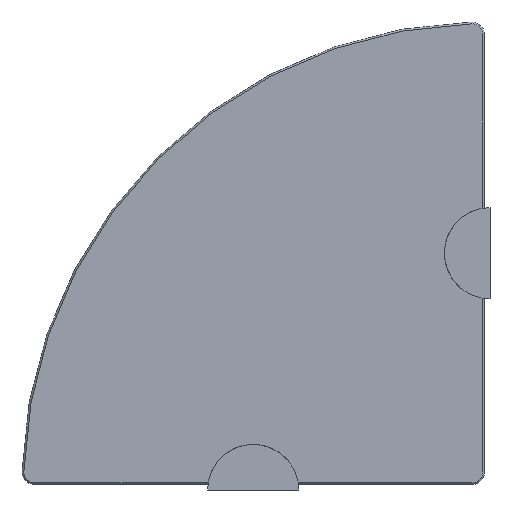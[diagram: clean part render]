
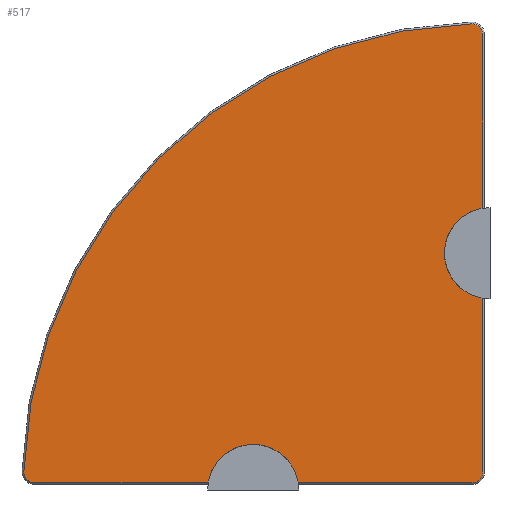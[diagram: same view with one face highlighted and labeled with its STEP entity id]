
A CAD part, front view. The second image highlights one B-rep face of the part: STEP entity #517.
In plain terms, the highlighted planar face has unit normal (0, -1, 0).
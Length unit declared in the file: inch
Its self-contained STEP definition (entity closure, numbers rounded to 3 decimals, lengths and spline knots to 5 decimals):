
#2=CARTESIAN_POINT('',(0.118,0.,5.));
#3=DIRECTION('',(0.,1.,0.));
#4=DIRECTION('',(-0.161,0.,-0.987));
#5=AXIS2_PLACEMENT_3D('',#2,#3,#4);
#7=DIRECTION('',(0.,0.,1.));
#8=VECTOR('',#7,3.75277);
#9=CARTESIAN_POINT('',(-0.04,0.,
0.276));
#10=LINE('',#9,#8);
#11=CARTESIAN_POINT('',(-0.276,0.,0.276));
#12=DIRECTION('',(0.,-1.,0.));
#13=DIRECTION('',(0.,0.,-1.));
#14=AXIS2_PLACEMENT_3D('',#11,#12,#13);
#16=DIRECTION('',(1.,0.,0.));
#17=VECTOR('',#16,3.75277);
#18=CARTESIAN_POINT('',(-4.02877,0.,0.04));
#19=LINE('',#18,#17);
#20=CARTESIAN_POINT('',(-5.,0.,-0.118));
#21=DIRECTION('',(0.,1.,0.));
#22=DIRECTION('',(-0.987,0.,0.161));
#23=AXIS2_PLACEMENT_3D('',#20,#21,#22);
#25=DIRECTION('',(1.,0.,0.));
#26=VECTOR('',#25,3.74885);
#27=CARTESIAN_POINT('',(-9.72008,0.,
0.04));
#28=LINE('',#27,#26);
#29=CARTESIAN_POINT('',(-9.72008,0.,0.276));
#30=DIRECTION('',(0.,-1.,0.));
#31=DIRECTION('',(-1.,0.,0.028));
#32=AXIS2_PLACEMENT_3D('',#29,#30,#31);
#34=CARTESIAN_POINT('',(0.,0.,0.));
#35=DIRECTION('',(0.,-1.,0.));
#36=DIRECTION('',(-0.028,0.,1.));
#37=AXIS2_PLACEMENT_3D('',#34,#35,#36);
#39=CARTESIAN_POINT('',(-0.276,0.,9.72008));
#40=DIRECTION('',(0.,-1.,0.));
#41=DIRECTION('',(1.,0.,0.));
#42=AXIS2_PLACEMENT_3D('',#39,#40,#41);
#44=DIRECTION('',(0.,0.,1.));
#45=VECTOR('',#44,3.74885);
#46=CARTESIAN_POINT('',(-0.04,0.,5.97123));
#47=LINE('',#46,#45);
#402=CARTESIAN_POINT('',(-0.04,0.,9.72008));
#403=CARTESIAN_POINT('',(-0.2827,0.,9.95599));
#404=VERTEX_POINT('',#402);
#405=VERTEX_POINT('',#403);
#410=CARTESIAN_POINT('',(-9.95599,0.,0.2827));
#411=VERTEX_POINT('',#410);
#414=CARTESIAN_POINT('',(-9.72008,0.,0.04));
#415=VERTEX_POINT('',#414);
#426=CARTESIAN_POINT('',(-0.276,0.,0.04));
#427=CARTESIAN_POINT('',(-0.04,0.,0.276));
#428=VERTEX_POINT('',#426);
#429=VERTEX_POINT('',#427);
#446=CARTESIAN_POINT('',(-5.97123,0.,0.04));
#447=CARTESIAN_POINT('',(-4.02877,0.,0.04));
#448=VERTEX_POINT('',#446);
#449=VERTEX_POINT('',#447);
#474=CARTESIAN_POINT('',(-0.04,0.,4.02877));
#475=CARTESIAN_POINT('',(-0.04,0.,5.97123));
#476=VERTEX_POINT('',#474);
#477=VERTEX_POINT('',#475);
#490=CARTESIAN_POINT('',(0.,0.,0.));
#491=DIRECTION('',(0.,1.,0.));
#492=DIRECTION('',(1.,0.,0.));
#493=AXIS2_PLACEMENT_3D('',#490,#491,#492);
#494=PLANE('',#493);
#496=ORIENTED_EDGE('',*,*,#495,.F.);
#498=ORIENTED_EDGE('',*,*,#497,.F.);
#500=ORIENTED_EDGE('',*,*,#499,.F.);
#502=ORIENTED_EDGE('',*,*,#501,.F.);
#504=ORIENTED_EDGE('',*,*,#503,.F.);
#506=ORIENTED_EDGE('',*,*,#505,.F.);
#508=ORIENTED_EDGE('',*,*,#507,.F.);
#510=ORIENTED_EDGE('',*,*,#509,.F.);
#512=ORIENTED_EDGE('',*,*,#511,.F.);
#514=ORIENTED_EDGE('',*,*,#513,.F.);
#515=EDGE_LOOP('',(#496,#498,#500,#502,#504,#506,#508,#510,#512,#514));
#516=FACE_OUTER_BOUND('',#515,.F.);
#517=ADVANCED_FACE('',(#516),#494,.F.);
#6=CIRCLE('',#5,0.984);
#15=CIRCLE('',#14,0.236);
#24=CIRCLE('',#23,0.984);
#33=CIRCLE('',#32,0.236);
#38=CIRCLE('',#37,9.96);
#43=CIRCLE('',#42,0.236);
#495=EDGE_CURVE('',#476,#477,#6,.T.);
#497=EDGE_CURVE('',#429,#476,#10,.T.);
#499=EDGE_CURVE('',#428,#429,#15,.T.);
#501=EDGE_CURVE('',#449,#428,#19,.T.);
#503=EDGE_CURVE('',#448,#449,#24,.T.);
#505=EDGE_CURVE('',#415,#448,#28,.T.);
#507=EDGE_CURVE('',#411,#415,#33,.T.);
#509=EDGE_CURVE('',#405,#411,#38,.T.);
#511=EDGE_CURVE('',#404,#405,#43,.T.);
#513=EDGE_CURVE('',#477,#404,#47,.T.);
